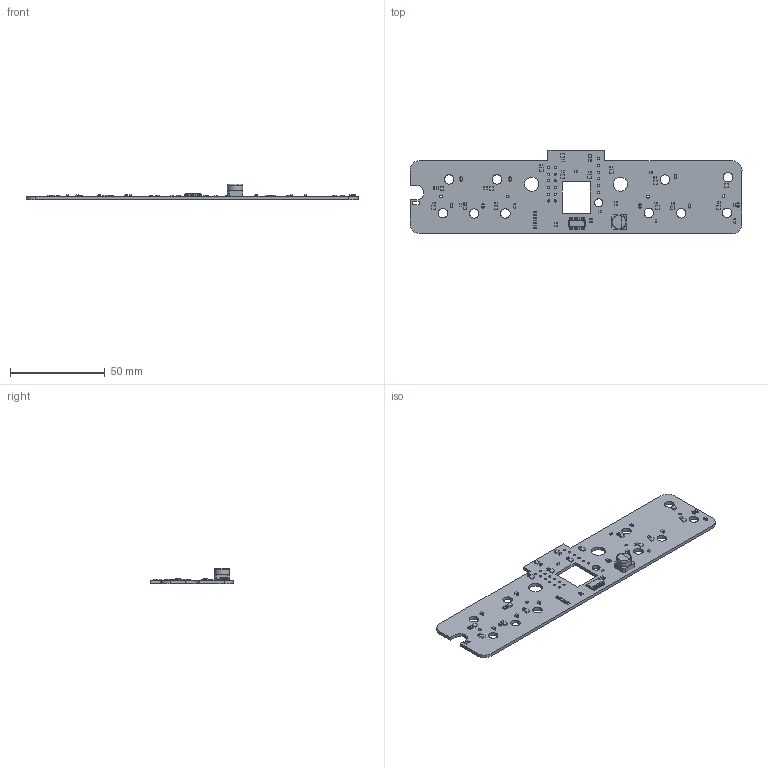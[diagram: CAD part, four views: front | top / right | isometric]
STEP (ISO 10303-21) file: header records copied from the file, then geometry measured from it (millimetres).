
FILE_DESCRIPTION(/* description */ (''),/* implementation_level */ '2;1');
FILE_NAME(/* name */ 'Component9.step',/* time_stamp */ '2025-10-23T17:15:21-07:00',/* author */ (''),/* organization */ (''),/* preprocessor_version */ 'ST-DEVELOPER v20.1',/* originating_system */ 'Autodesk Translation Framework v14.17.0.0',/* authorisation */ '');
FILE_SCHEMA (('AUTOMOTIVE_DESIGN { 1 0 10303 214 3 1 1 }'));
Length unit declared in the file: millimetre
Products named in the file (8): 2025-10-23-17-15-20-978; 2025-10-23-17-15-20-962; 2025-10-23-17-15-20-962_1; 2025-10-23-17-15-20-962_2; 2025-10-23-17-15-20-962_3; 2025-10-23-17-15-20-962_4; 2025-10-23-17-15-20-962_5; 2025-10-23-17-15-20-962_6
Assembly tree (64 placements, depth 2):
  2025-10-23-17-15-20-978
    2025-10-23-17-15-20-962_5  x24
    2025-10-23-17-15-20-962_6  x16
    2025-10-23-17-15-20-962_4  x10
    2025-10-23-17-15-20-962
    2025-10-23-17-15-20-962_3  x11
    2025-10-23-17-15-20-962_1
    2025-10-23-17-15-20-962_2
Bounding box: 175.51 x 44.03 x 8.29 mm (x, y, z)
Volume: 11326.9 mm3; surface area: 14961.5 mm2
Topology: 64 solids, 64 shells, 1959 faces, 5004 edges, 3233 vertices
Faces by surface type: plane 1402, cylinder 555, torus 2
Full cylindrical faces by diameter (mm): 1.15 x18, 1.5 x4, 4.25 x1, 5 x10, 7.52 x2, 8 x1
Entity records: 14679 total; most frequent: CARTESIAN_POINT 2469, DIRECTION 2425, ORIENTED_EDGE 2312, EDGE_CURVE 1156, LINE 895, VECTOR 895, AXIS2_PLACEMENT_3D 765, VERTEX_POINT 741
